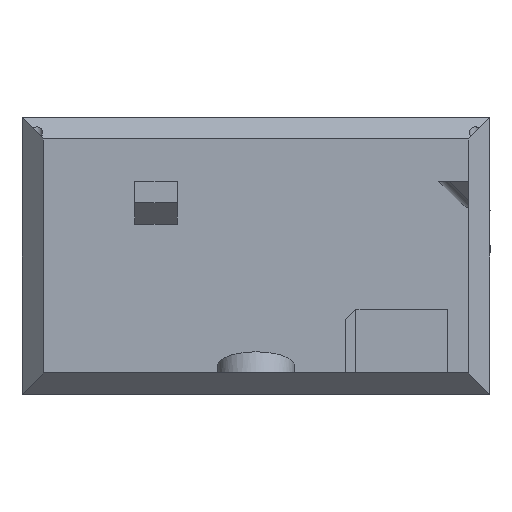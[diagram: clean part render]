
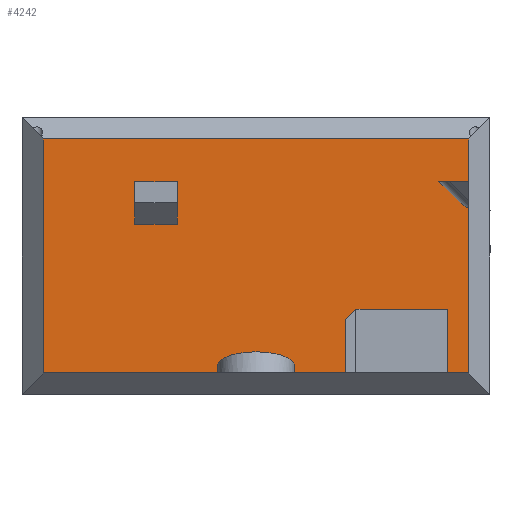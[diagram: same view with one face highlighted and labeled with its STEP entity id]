
A CAD part, front view. The second image highlights one B-rep face of the part: STEP entity #4242.
In plain terms, the highlighted planar face has unit normal (0, -1, 0).
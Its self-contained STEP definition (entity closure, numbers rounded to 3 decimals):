
#7 = EDGE_CURVE ( 'NONE', #2814, #2807, #3230, .T. ) ;
#142 = CARTESIAN_POINT ( 'NONE',  ( 5., 235., 50. ) ) ;
#208 = DIRECTION ( 'NONE',  ( -1., 0., 0. ) ) ;
#221 = CARTESIAN_POINT ( 'NONE',  ( 55., 235., 5. ) ) ;
#278 = LINE ( 'NONE', #640, #291 ) ;
#291 = VECTOR ( 'NONE', #705, 1000. ) ;
#321 = LINE ( 'NONE', #682, #366 ) ;
#366 = VECTOR ( 'NONE', #1667, 1000. ) ;
#429 = CARTESIAN_POINT ( 'NONE',  ( 105., 235., 5. ) ) ;
#471 = VERTEX_POINT ( 'NONE', #2348 ) ;
#473 = EDGE_CURVE ( 'NONE', #471, #3806, #278, .T. ) ;
#474 = EDGE_CURVE ( 'NONE', #2765, #1123, #3033, .T. ) ;
#550 = VECTOR ( 'NONE', #2818, 1000. ) ;
#564 = LINE ( 'NONE', #4144, #1605 ) ;
#571 = CARTESIAN_POINT ( 'NONE',  ( 36.5, 235., 40. ) ) ;
#581 = DIRECTION ( 'NONE',  ( 0., 0., -1. ) ) ;
#582 = EDGE_CURVE ( 'NONE', #3877, #3184, #321, .T. ) ;
#600 = VECTOR ( 'NONE', #208, 1000. ) ;
#640 = CARTESIAN_POINT ( 'NONE',  ( 30., 235., 60. ) ) ;
#682 = CARTESIAN_POINT ( 'NONE',  ( 5., 235., 50. ) ) ;
#705 = DIRECTION ( 'NONE',  ( 1., 0., 0. ) ) ;
#745 = AXIS2_PLACEMENT_3D ( 'NONE', #2430, #3764, #3102 ) ;
#748 = EDGE_CURVE ( 'NONE', #1545, #3963, #3698, .T. ) ;
#753 = CARTESIAN_POINT ( 'NONE',  ( 98., 235., 50. ) ) ;
#845 = CARTESIAN_POINT ( 'NONE',  ( 105., 235., 50. ) ) ;
#869 = ORIENTED_EDGE ( 'NONE', *, *, #1515, .T. ) ;
#871 = VECTOR ( 'NONE', #3605, 1000. ) ;
#966 = EDGE_CURVE ( 'NONE', #2765, #2814, #3439, .T. ) ;
#972 = VECTOR ( 'NONE', #2316, 1000. ) ;
#988 = EDGE_CURVE ( 'NONE', #3806, #3184, #1247, .T. ) ;
#990 = FACE_BOUND ( 'NONE', #1213, .T. ) ;
#992 = CARTESIAN_POINT ( 'NONE',  ( 103.282, 235., 44.718 ) ) ;
#1001 = VERTEX_POINT ( 'NONE', #571 ) ;
#1010 = EDGE_CURVE ( 'NONE', #3963, #1342, #3240, .T. ) ;
#1042 = VECTOR ( 'NONE', #1766, 1000. ) ;
#1123 = VERTEX_POINT ( 'NONE', #1316 ) ;
#1127 = ORIENTED_EDGE ( 'NONE', *, *, #582, .T. ) ;
#1150 = CARTESIAN_POINT ( 'NONE',  ( 36.5, 235., 50. ) ) ;
#1157 = CARTESIAN_POINT ( 'NONE',  ( 105., 235., 5. ) ) ;
#1213 = EDGE_LOOP ( 'NONE', ( #2265, #2071, #1909, #2183 ) ) ;
#1234 = ORIENTED_EDGE ( 'NONE', *, *, #988, .F. ) ;
#1247 = LINE ( 'NONE', #1157, #3490 ) ;
#1277 = LINE ( 'NONE', #1297, #4314 ) ;
#1297 = CARTESIAN_POINT ( 'NONE',  ( 5., 235., 5. ) ) ;
#1311 = DIRECTION ( 'NONE',  ( 0., 0., 1. ) ) ;
#1316 = CARTESIAN_POINT ( 'NONE',  ( 102.525, 235., 45.475 ) ) ;
#1342 = VERTEX_POINT ( 'NONE', #1150 ) ;
#1515 = EDGE_CURVE ( 'NONE', #1123, #3877, #3933, .T. ) ;
#1545 = VERTEX_POINT ( 'NONE', #2272 ) ;
#1605 = VECTOR ( 'NONE', #581, 1000. ) ;
#1667 = DIRECTION ( 'NONE',  ( 1., 0., 0. ) ) ;
#1711 = CARTESIAN_POINT ( 'NONE',  ( 105., 235., 60. ) ) ;
#1766 = DIRECTION ( 'NONE',  ( 0., 0., -1. ) ) ;
#1861 = EDGE_CURVE ( 'NONE', #1342, #1001, #564, .T. ) ;
#1903 = CARTESIAN_POINT ( 'NONE',  ( 105., 235., 5. ) ) ;
#1909 = ORIENTED_EDGE ( 'NONE', *, *, #1010, .T. ) ;
#2071 = ORIENTED_EDGE ( 'NONE', *, *, #748, .T. ) ;
#2183 = ORIENTED_EDGE ( 'NONE', *, *, #1861, .T. ) ;
#2265 = ORIENTED_EDGE ( 'NONE', *, *, #3177, .T. ) ;
#2272 = CARTESIAN_POINT ( 'NONE',  ( 26.5, 235., 40. ) ) ;
#2288 = CARTESIAN_POINT ( 'NONE',  ( 104.126, 235., 44.1 ) ) ;
#2316 = DIRECTION ( 'NONE',  ( -0.707, 0., 0.707 ) ) ;
#2325 = FACE_OUTER_BOUND ( 'NONE', #2460, .T. ) ;
#2348 = CARTESIAN_POINT ( 'NONE',  ( 5., 235., 60. ) ) ;
#2430 = CARTESIAN_POINT ( 'NONE',  ( 5., 235., 5. ) ) ;
#2460 = EDGE_LOOP ( 'NONE', ( #3378, #869, #1127, #1234, #3802, #3360, #3251, #2512 ) ) ;
#2472 = EDGE_CURVE ( 'NONE', #2807, #471, #1277, .T. ) ;
#2510 = CARTESIAN_POINT ( 'NONE',  ( 5., 235., 40. ) ) ;
#2512 = ORIENTED_EDGE ( 'NONE', *, *, #966, .F. ) ;
#2515 = DIRECTION ( 'NONE',  ( 0., 0., -1. ) ) ;
#2661 = CARTESIAN_POINT ( 'NONE',  ( 102.525, 235., 45.475 ) ) ;
#2756 = CARTESIAN_POINT ( 'NONE',  ( 26.5, 235., 50. ) ) ;
#2765 = VERTEX_POINT ( 'NONE', #2776 ) ;
#2771 = PLANE ( 'NONE',  #745 ) ;
#2776 = CARTESIAN_POINT ( 'NONE',  ( 105., 235., 43.663 ) ) ;
#2807 = VERTEX_POINT ( 'NONE', #4263 ) ;
#2814 = VERTEX_POINT ( 'NONE', #1903 ) ;
#2818 = DIRECTION ( 'NONE',  ( 1., 0., 0. ) ) ;
#3006 = DIRECTION ( 'NONE',  ( 0., 0., 1. ) ) ;
#3033 =( BOUNDED_CURVE ( )  B_SPLINE_CURVE ( 3, ( #4308, #2288, #992, #3624 ),
 .UNSPECIFIED., .F., .T. ) 
 B_SPLINE_CURVE_WITH_KNOTS ( ( 4, 4 ),
 ( 1.047, 1.571 ),
 .UNSPECIFIED. ) 
 CURVE ( )  GEOMETRIC_REPRESENTATION_ITEM ( )  RATIONAL_B_SPLINE_CURVE ( ( 1., 0.977, 0.977, 1. ) ) 
 REPRESENTATION_ITEM ( '' )  );
#3102 = DIRECTION ( 'NONE',  ( 0., 0., -1. ) ) ;
#3177 = EDGE_CURVE ( 'NONE', #1001, #1545, #3216, .T. ) ;
#3184 = VERTEX_POINT ( 'NONE', #845 ) ;
#3216 = LINE ( 'NONE', #2510, #600 ) ;
#3230 = LINE ( 'NONE', #221, #871 ) ;
#3240 = LINE ( 'NONE', #142, #550 ) ;
#3251 = ORIENTED_EDGE ( 'NONE', *, *, #7, .F. ) ;
#3348 = CARTESIAN_POINT ( 'NONE',  ( 26.5, 235., 5. ) ) ;
#3360 = ORIENTED_EDGE ( 'NONE', *, *, #2472, .F. ) ;
#3378 = ORIENTED_EDGE ( 'NONE', *, *, #474, .T. ) ;
#3439 = LINE ( 'NONE', #429, #1042 ) ;
#3490 = VECTOR ( 'NONE', #2515, 1000. ) ;
#3605 = DIRECTION ( 'NONE',  ( -1., 0., 0. ) ) ;
#3624 = CARTESIAN_POINT ( 'NONE',  ( 102.525, 235., 45.475 ) ) ;
#3698 = LINE ( 'NONE', #3348, #3981 ) ;
#3764 = DIRECTION ( 'NONE',  ( 0., -1., 0. ) ) ;
#3802 = ORIENTED_EDGE ( 'NONE', *, *, #473, .F. ) ;
#3806 = VERTEX_POINT ( 'NONE', #1711 ) ;
#3877 = VERTEX_POINT ( 'NONE', #753 ) ;
#3933 = LINE ( 'NONE', #2661, #972 ) ;
#3963 = VERTEX_POINT ( 'NONE', #2756 ) ;
#3981 = VECTOR ( 'NONE', #1311, 1000. ) ;
#4144 = CARTESIAN_POINT ( 'NONE',  ( 36.5, 235., 5. ) ) ;
#4242 = ADVANCED_FACE ( 'NONE', ( #990, #2325 ), #2771, .T. ) ;
#4263 = CARTESIAN_POINT ( 'NONE',  ( 5., 235., 5. ) ) ;
#4308 = CARTESIAN_POINT ( 'NONE',  ( 105., 235., 43.663 ) ) ;
#4314 = VECTOR ( 'NONE', #3006, 1000. ) ;
